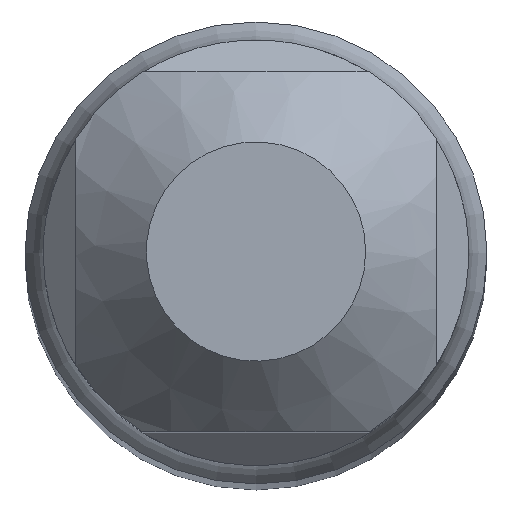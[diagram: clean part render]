
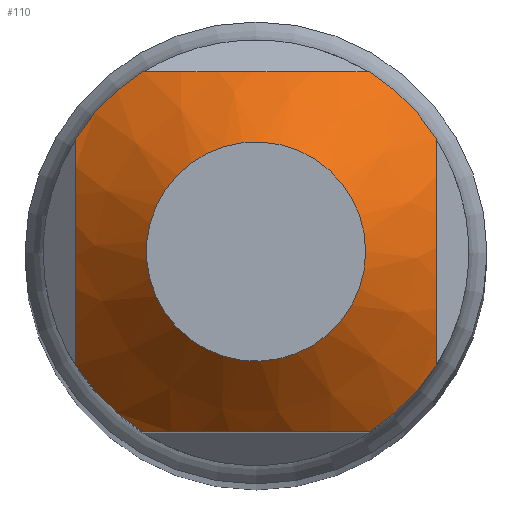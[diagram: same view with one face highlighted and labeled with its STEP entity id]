
A CAD part, top view. The second image highlights one B-rep face of the part: STEP entity #110.
In plain terms, the highlighted conical face has half-angle 45 degrees and reference radius 1000 mm.
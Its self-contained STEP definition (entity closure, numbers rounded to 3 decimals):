
#110=ADVANCED_FACE('',(#138,#139),#134,.T.);
#134=CONICAL_SURFACE('',#413,1000.,45.);
#138=FACE_BOUND('',#164,.T.);
#139=FACE_BOUND('',#165,.T.);
#164=EDGE_LOOP('',(#200));
#165=EDGE_LOOP('',(#201,#202,#203,#204,#205,#206,#207,#208));
#200=ORIENTED_EDGE('',*,*,#304,.T.);
#201=ORIENTED_EDGE('',*,*,#305,.F.);
#202=ORIENTED_EDGE('',*,*,#306,.F.);
#203=ORIENTED_EDGE('',*,*,#307,.F.);
#204=ORIENTED_EDGE('',*,*,#308,.F.);
#205=ORIENTED_EDGE('',*,*,#309,.F.);
#206=ORIENTED_EDGE('',*,*,#310,.F.);
#207=ORIENTED_EDGE('',*,*,#311,.F.);
#208=ORIENTED_EDGE('',*,*,#312,.F.);
#274=VERTEX_POINT('',#578);
#275=VERTEX_POINT('',#583);
#276=VERTEX_POINT('',#584);
#277=VERTEX_POINT('',#586);
#278=VERTEX_POINT('',#591);
#279=VERTEX_POINT('',#593);
#280=VERTEX_POINT('',#598);
#281=VERTEX_POINT('',#600);
#282=VERTEX_POINT('',#605);
#304=EDGE_CURVE('',#274,#274,#341,.T.);
#305=EDGE_CURVE('',#275,#276,#367,.T.);
#306=EDGE_CURVE('',#277,#275,#342,.T.);
#307=EDGE_CURVE('',#278,#277,#368,.T.);
#308=EDGE_CURVE('',#279,#278,#343,.T.);
#309=EDGE_CURVE('',#280,#279,#369,.T.);
#310=EDGE_CURVE('',#281,#280,#344,.T.);
#311=EDGE_CURVE('',#282,#281,#370,.T.);
#312=EDGE_CURVE('',#276,#282,#345,.T.);
#341=CIRCLE('',#408,0.85);
#342=CIRCLE('',#409,1.65);
#343=CIRCLE('',#410,1.65);
#344=CIRCLE('',#411,1.65);
#345=CIRCLE('',#412,1.65);
#367=B_SPLINE_CURVE_WITH_KNOTS('',3,(#579,#580,#581,#582),.UNSPECIFIED.,
 .F.,.F.,(4,4),(0.,1.),.UNSPECIFIED.);
#368=B_SPLINE_CURVE_WITH_KNOTS('',3,(#587,#588,#589,#590),.UNSPECIFIED.,
 .F.,.F.,(4,4),(0.,1.),.UNSPECIFIED.);
#369=B_SPLINE_CURVE_WITH_KNOTS('',3,(#594,#595,#596,#597),.UNSPECIFIED.,
 .F.,.F.,(4,4),(0.,1.),.UNSPECIFIED.);
#370=B_SPLINE_CURVE_WITH_KNOTS('',3,(#601,#602,#603,#604),.UNSPECIFIED.,
 .F.,.F.,(4,4),(0.,1.),.UNSPECIFIED.);
#408=AXIS2_PLACEMENT_3D('',#577,#461,#462);
#409=AXIS2_PLACEMENT_3D('',#585,#463,#464);
#410=AXIS2_PLACEMENT_3D('',#592,#465,#466);
#411=AXIS2_PLACEMENT_3D('',#599,#467,#468);
#412=AXIS2_PLACEMENT_3D('',#606,#469,#470);
#413=AXIS2_PLACEMENT_3D('',#607,#471,#472);
#461=DIRECTION('',(0.,0.,-1.));
#462=DIRECTION('',(1.,0.,0.));
#463=DIRECTION('',(0.,0.,-1.));
#464=DIRECTION('',(0.,1.,0.));
#465=DIRECTION('',(0.,0.,-1.));
#466=DIRECTION('',(0.,1.,0.));
#467=DIRECTION('',(0.,0.,-1.));
#468=DIRECTION('',(0.,1.,0.));
#469=DIRECTION('',(0.,0.,-1.));
#470=DIRECTION('',(0.,1.,0.));
#471=DIRECTION('',(0.,0.,-1.));
#472=DIRECTION('',(0.,1.,0.));
#577=CARTESIAN_POINT('',(0.,0.,0.));
#578=CARTESIAN_POINT('',(0.85,0.,0.));
#579=CARTESIAN_POINT('',(-0.878,1.397,-0.8));
#580=CARTESIAN_POINT('',(-0.283,1.397,-0.483));
#581=CARTESIAN_POINT('',(0.275,1.397,-0.479));
#582=CARTESIAN_POINT('',(0.878,1.397,-0.8));
#583=CARTESIAN_POINT('',(-0.878,1.397,-0.8));
#584=CARTESIAN_POINT('',(0.878,1.397,-0.8));
#585=CARTESIAN_POINT('',(0.,0.,-0.8));
#586=CARTESIAN_POINT('',(-1.397,0.878,-0.8));
#587=CARTESIAN_POINT('',(-1.397,-0.878,-0.8));
#588=CARTESIAN_POINT('',(-1.397,-0.281,-0.482));
#589=CARTESIAN_POINT('',(-1.397,0.28,-0.482));
#590=CARTESIAN_POINT('',(-1.397,0.878,-0.8));
#591=CARTESIAN_POINT('',(-1.397,-0.878,-0.8));
#592=CARTESIAN_POINT('',(0.,0.,-0.8));
#593=CARTESIAN_POINT('',(-0.878,-1.397,-0.8));
#594=CARTESIAN_POINT('',(0.878,-1.397,-0.8));
#595=CARTESIAN_POINT('',(0.283,-1.397,-0.483));
#596=CARTESIAN_POINT('',(-0.275,-1.397,-0.479));
#597=CARTESIAN_POINT('',(-0.878,-1.397,-0.8));
#598=CARTESIAN_POINT('',(0.878,-1.397,-0.8));
#599=CARTESIAN_POINT('',(0.,0.,-0.8));
#600=CARTESIAN_POINT('',(1.397,-0.878,-0.8));
#601=CARTESIAN_POINT('',(1.397,0.878,-0.8));
#602=CARTESIAN_POINT('',(1.397,0.281,-0.482));
#603=CARTESIAN_POINT('',(1.397,-0.28,-0.482));
#604=CARTESIAN_POINT('',(1.397,-0.878,-0.8));
#605=CARTESIAN_POINT('',(1.397,0.878,-0.8));
#606=CARTESIAN_POINT('',(0.,0.,-0.8));
#607=CARTESIAN_POINT('',(0.,0.,-999.15));
